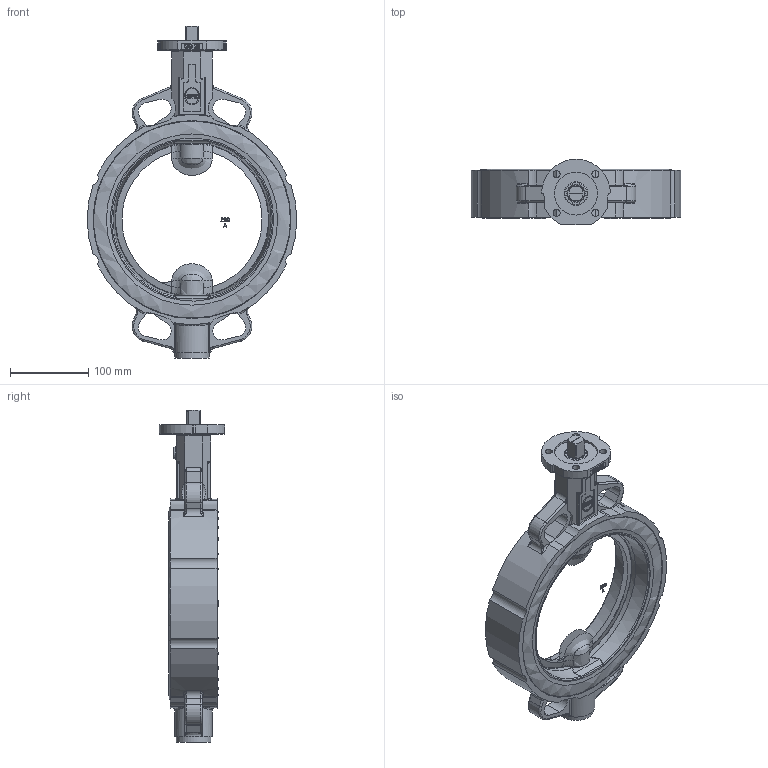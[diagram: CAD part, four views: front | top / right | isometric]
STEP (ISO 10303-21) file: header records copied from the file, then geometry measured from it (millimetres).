
FILE_DESCRIPTION((''),'2;1');
FILE_NAME('Z011-A-GG DN200.stp','2009-03-06T11:21:50',('hellwig'),(''),'Autodesk Inventor 2008','Autodesk Inventor 2008','');
FILE_SCHEMA(('AUTOMOTIVE_DESIGN { 1 0 10303 214 1 1 1 1 }'));
Length unit declared in the file: millimetre
Products named in the file (1): Bauteil3
Bounding box: 268 x 84 x 424.5 mm (x, y, z)
Volume: 2009256.7 mm3; surface area: 318682.8 mm2
Topology: 1 solids, 10 shells, 861 faces, 2229 edges, 1408 vertices
Faces by surface type: bspline 359, plane 221, cylinder 174, torus 53, cone 46, sphere 8
Full cylindrical faces by diameter (mm): 4 x1, 6 x1, 18.2 x2, 19 x1, 21.5 x1, 22 x6, 22.18 x1, 22.2 x1, 29.95 x1, 38 x1, 44 x1, 213.9 x2, 245 x1, 245.9 x1, 252.9 x1, 253 x1
Entity records: 37888 total; most frequent: CARTESIAN_POINT 18623, ORIENTED_EDGE 4188, DIRECTION 3072, EDGE_CURVE 2094, VERTEX_POINT 1370, AXIS2_PLACEMENT_3D 1144, EDGE_LOOP 1012, FACE_OUTER_BOUND 857
